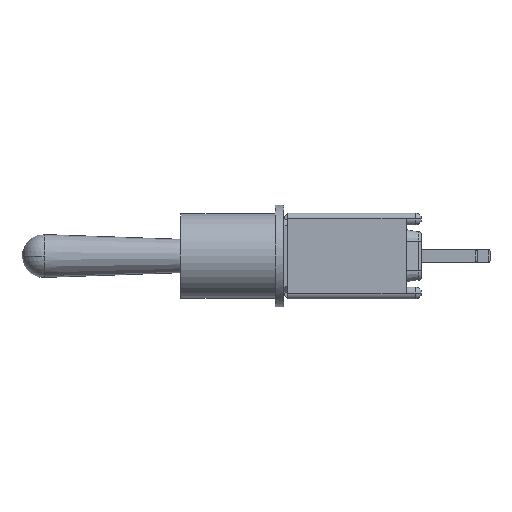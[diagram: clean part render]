
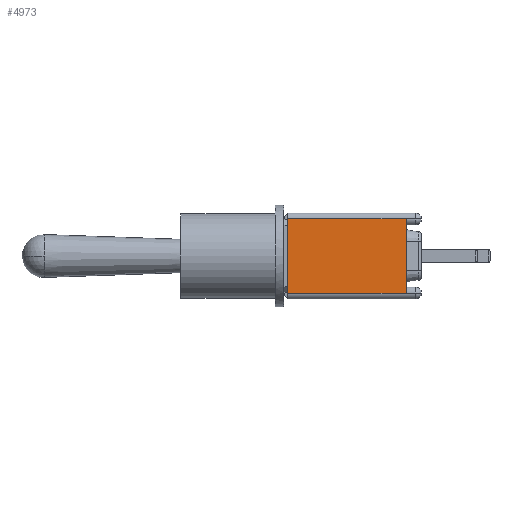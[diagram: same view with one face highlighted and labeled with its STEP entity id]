
A CAD part, left-side view. The second image highlights one B-rep face of the part: STEP entity #4973.
In plain terms, the highlighted planar face has unit normal (-1, 0, 0).
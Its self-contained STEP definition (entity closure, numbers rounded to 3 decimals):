
#148 = DIRECTION ( 'NONE',  ( 0., 0., -1. ) ) ;
#221 = VECTOR ( 'NONE', #3755, 1000. ) ;
#557 = CARTESIAN_POINT ( 'NONE',  ( -4.065, 0., 2.54 ) ) ;
#716 = EDGE_CURVE ( 'NONE', #5242, #3947, #3462, .T. ) ;
#758 = ORIENTED_EDGE ( 'NONE', *, *, #716, .T. ) ;
#813 = LINE ( 'NONE', #4554, #221 ) ;
#1049 = VERTEX_POINT ( 'NONE', #3349 ) ;
#1279 = LINE ( 'NONE', #3370, #3438 ) ;
#1306 = EDGE_LOOP ( 'NONE', ( #5350, #758, #4634, #2720 ) ) ;
#1687 = CARTESIAN_POINT ( 'NONE',  ( -4.065, 7.93, -2.19 ) ) ;
#1699 = VERTEX_POINT ( 'NONE', #5038 ) ;
#1790 = FACE_OUTER_BOUND ( 'NONE', #1306, .T. ) ;
#2222 = DIRECTION ( 'NONE',  ( 1., 0., 0. ) ) ;
#2621 = PLANE ( 'NONE',  #3010 ) ;
#2720 = ORIENTED_EDGE ( 'NONE', *, *, #4118, .T. ) ;
#2831 = VECTOR ( 'NONE', #5145, 1000. ) ;
#2918 = DIRECTION ( 'NONE',  ( 0., 0., 1. ) ) ;
#2980 = CARTESIAN_POINT ( 'NONE',  ( -4.065, 0., -2.19 ) ) ;
#3010 = AXIS2_PLACEMENT_3D ( 'NONE', #557, #2222, #148 ) ;
#3129 = EDGE_CURVE ( 'NONE', #1049, #3947, #813, .T. ) ;
#3308 = CARTESIAN_POINT ( 'NONE',  ( -4.065, 0.9, -2.19 ) ) ;
#3349 = CARTESIAN_POINT ( 'NONE',  ( -4.065, 0.9, 2.19 ) ) ;
#3370 = CARTESIAN_POINT ( 'NONE',  ( -4.065, 7.93, -2.19 ) ) ;
#3409 = DIRECTION ( 'NONE',  ( 0., 1., 0. ) ) ;
#3438 = VECTOR ( 'NONE', #2918, 1000. ) ;
#3462 = LINE ( 'NONE', #2980, #2831 ) ;
#3755 = DIRECTION ( 'NONE',  ( 0., 0., -1. ) ) ;
#3947 = VERTEX_POINT ( 'NONE', #3308 ) ;
#4118 = EDGE_CURVE ( 'NONE', #1049, #1699, #4778, .T. ) ;
#4339 = VECTOR ( 'NONE', #3409, 1000. ) ;
#4554 = CARTESIAN_POINT ( 'NONE',  ( -4.065, 0.9, 2.54 ) ) ;
#4634 = ORIENTED_EDGE ( 'NONE', *, *, #3129, .F. ) ;
#4778 = LINE ( 'NONE', #5178, #4339 ) ;
#4973 = ADVANCED_FACE ( 'NONE', ( #1790 ), #2621, .F. ) ;
#5038 = CARTESIAN_POINT ( 'NONE',  ( -4.065, 7.93, 2.19 ) ) ;
#5145 = DIRECTION ( 'NONE',  ( 0., -1., 0. ) ) ;
#5178 = CARTESIAN_POINT ( 'NONE',  ( -4.065, 0., 2.19 ) ) ;
#5242 = VERTEX_POINT ( 'NONE', #1687 ) ;
#5327 = EDGE_CURVE ( 'NONE', #5242, #1699, #1279, .T. ) ;
#5350 = ORIENTED_EDGE ( 'NONE', *, *, #5327, .F. ) ;
